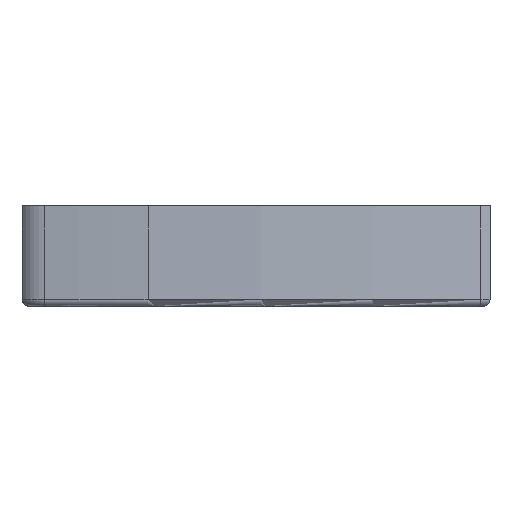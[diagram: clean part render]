
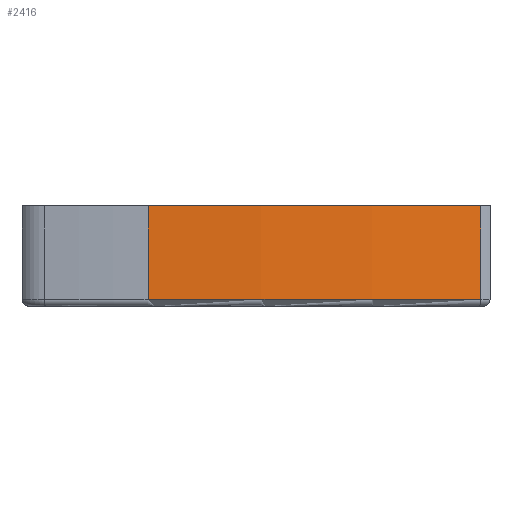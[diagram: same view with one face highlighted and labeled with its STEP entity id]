
A CAD part, left-side view. The second image highlights one B-rep face of the part: STEP entity #2416.
In plain terms, the highlighted cylindrical face has radius 147 mm (diameter 294 mm), a partial arc.
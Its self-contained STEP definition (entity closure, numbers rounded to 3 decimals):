
#122 = AXIS2_PLACEMENT_3D ( 'NONE', #2747, #287, #2069 ) ;
#245 = ORIENTED_EDGE ( 'NONE', *, *, #705, .T. ) ;
#287 = DIRECTION ( 'NONE',  ( 0., 0., -1. ) ) ;
#358 = EDGE_CURVE ( 'NONE', #1538, #2896, #1105, .T. ) ;
#376 = EDGE_CURVE ( 'NONE', #2127, #2896, #1623, .T. ) ;
#498 = CYLINDRICAL_SURFACE ( 'NONE', #122, 147. ) ;
#585 = DIRECTION ( 'NONE',  ( 0., 0., 1. ) ) ;
#666 = VERTEX_POINT ( 'NONE', #2046 ) ;
#705 = EDGE_CURVE ( 'NONE', #666, #2127, #1778, .T. ) ;
#747 = ORIENTED_EDGE ( 'NONE', *, *, #358, .F. ) ;
#770 = ORIENTED_EDGE ( 'NONE', *, *, #1843, .F. ) ;
#916 = CIRCLE ( 'NONE', #1855, 147. ) ;
#997 = CARTESIAN_POINT ( 'NONE',  ( -110.847, -233.457, 15. ) ) ;
#1012 = CARTESIAN_POINT ( 'NONE',  ( 27.467, -183.674, 1. ) ) ;
#1064 = CARTESIAN_POINT ( 'NONE',  ( -110.847, -233.457, 1. ) ) ;
#1105 = LINE ( 'NONE', #997, #2233 ) ;
#1233 = DIRECTION ( 'NONE',  ( 0., 0., -1. ) ) ;
#1242 = DIRECTION ( 'NONE',  ( 1., 0., 0. ) ) ;
#1524 = CARTESIAN_POINT ( 'NONE',  ( -110.847, -233.457, 15. ) ) ;
#1538 = VERTEX_POINT ( 'NONE', #1524 ) ;
#1623 = CIRCLE ( 'NONE', #2058, 147. ) ;
#1626 = VECTOR ( 'NONE', #2530, 1000. ) ;
#1778 = LINE ( 'NONE', #2295, #1626 ) ;
#1843 = EDGE_CURVE ( 'NONE', #666, #1538, #916, .T. ) ;
#1855 = AXIS2_PLACEMENT_3D ( 'NONE', #1932, #585, #2154 ) ;
#1932 = CARTESIAN_POINT ( 'NONE',  ( 27.467, -183.674, 15. ) ) ;
#1995 = EDGE_LOOP ( 'NONE', ( #770, #245, #2722, #747 ) ) ;
#2046 = CARTESIAN_POINT ( 'NONE',  ( -119.533, -183.674, 15. ) ) ;
#2058 = AXIS2_PLACEMENT_3D ( 'NONE', #1012, #2587, #1242 ) ;
#2069 = DIRECTION ( 'NONE',  ( -1., 0., 0. ) ) ;
#2127 = VERTEX_POINT ( 'NONE', #2158 ) ;
#2154 = DIRECTION ( 'NONE',  ( 1., 0., 0. ) ) ;
#2158 = CARTESIAN_POINT ( 'NONE',  ( -119.533, -183.674, 1. ) ) ;
#2233 = VECTOR ( 'NONE', #1233, 1000. ) ;
#2295 = CARTESIAN_POINT ( 'NONE',  ( -119.533, -183.674, 15. ) ) ;
#2416 = ADVANCED_FACE ( 'NONE', ( #2897 ), #498, .T. ) ;
#2530 = DIRECTION ( 'NONE',  ( 0., 0., -1. ) ) ;
#2587 = DIRECTION ( 'NONE',  ( 0., 0., 1. ) ) ;
#2722 = ORIENTED_EDGE ( 'NONE', *, *, #376, .T. ) ;
#2747 = CARTESIAN_POINT ( 'NONE',  ( 27.467, -183.674, 15. ) ) ;
#2896 = VERTEX_POINT ( 'NONE', #1064 ) ;
#2897 = FACE_OUTER_BOUND ( 'NONE', #1995, .T. ) ;
